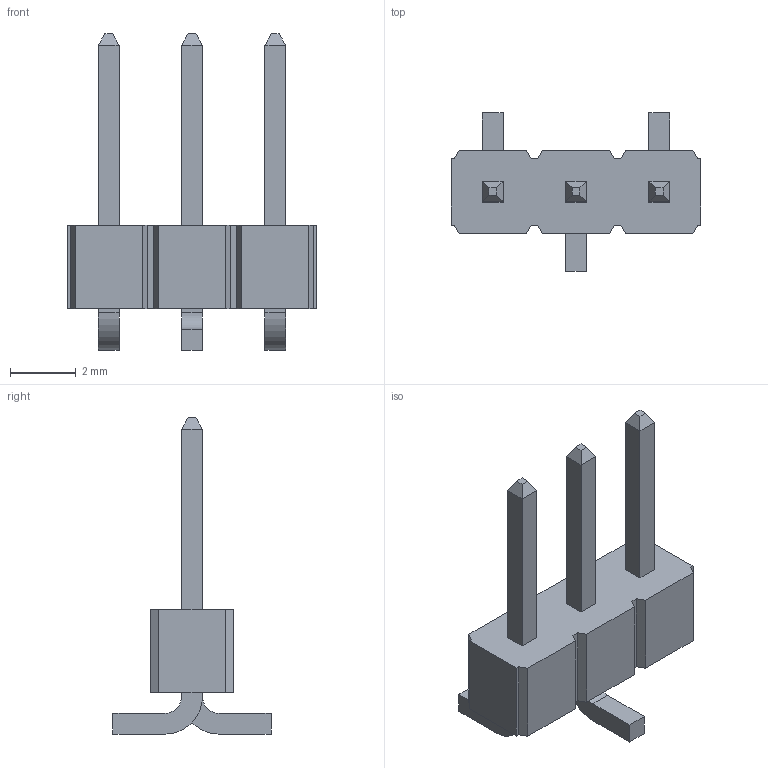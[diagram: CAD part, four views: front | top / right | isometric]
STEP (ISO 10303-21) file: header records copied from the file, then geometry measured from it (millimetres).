
FILE_DESCRIPTION (( 'STEP AP214' ), '1' );
FILE_NAME ('TSM-103-01-G-SV.STEP', '2021-03-11T09:53:16', ( '' ), ( '' ), 'SwSTEP 2.0', 'SolidWorks 2018', '' );
FILE_SCHEMA (( 'AUTOMOTIVE_DESIGN' ));
Length unit declared in the file: millimetre
Products named in the file (1): TSM-103-01-G-SV
Bounding box: 7.62 x 4.83 x 9.65 mm (x, y, z)
Volume: 58.3 mm3; surface area: 157 mm2
Topology: 1 solids, 1 shells, 84 faces, 216 edges, 140 vertices
Faces by surface type: plane 78, cylinder 6
Entity records: 3454 total; most frequent: CARTESIAN_POINT 441, ORIENTED_EDGE 432, DIRECTION 398, EDGE_CURVE 216, VECTOR 204, LINE 204, VERTEX_POINT 140, AXIS2_PLACEMENT_3D 97
